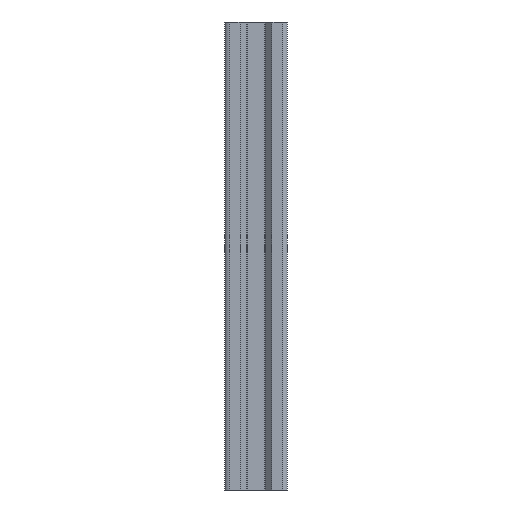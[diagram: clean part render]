
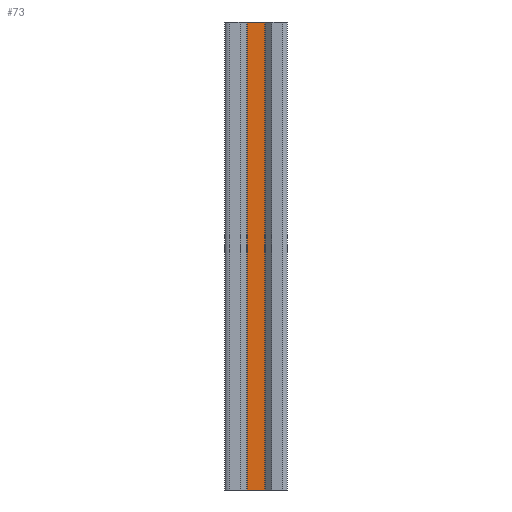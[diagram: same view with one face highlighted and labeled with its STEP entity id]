
A CAD part, left-side view. The second image highlights one B-rep face of the part: STEP entity #73.
In plain terms, the highlighted planar face has unit normal (-1, 0, 0).
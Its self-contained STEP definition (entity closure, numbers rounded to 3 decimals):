
#36 = EDGE_CURVE ( 'NONE', #918, #536, #1640, .T. ) ;
#68 = AXIS2_PLACEMENT_3D ( 'NONE', #1525, #1411, #1383 ) ;
#73 = ADVANCED_FACE ( 'NONE', ( #1255 ), #584, .F. ) ;
#135 = CARTESIAN_POINT ( 'NONE',  ( -4., 2.727, 150. ) ) ;
#141 = EDGE_LOOP ( 'NONE', ( #585, #722, #806, #1034 ) ) ;
#200 = LINE ( 'NONE', #1409, #505 ) ;
#237 = CARTESIAN_POINT ( 'NONE',  ( -4., 2.727, 150. ) ) ;
#335 = DIRECTION ( 'NONE',  ( 0., -1., 0. ) ) ;
#336 = VECTOR ( 'NONE', #839, 1000. ) ;
#351 = VECTOR ( 'NONE', #1351, 1000. ) ;
#353 = VERTEX_POINT ( 'NONE', #135 ) ;
#374 = VERTEX_POINT ( 'NONE', #720 ) ;
#505 = VECTOR ( 'NONE', #335, 1000. ) ;
#536 = VERTEX_POINT ( 'NONE', #1142 ) ;
#557 = EDGE_CURVE ( 'NONE', #353, #374, #200, .T. ) ;
#559 = DIRECTION ( 'NONE',  ( 0., -1., 0. ) ) ;
#560 = CARTESIAN_POINT ( 'NONE',  ( -4., -2.727, 150. ) ) ;
#584 = PLANE ( 'NONE',  #68 ) ;
#585 = ORIENTED_EDGE ( 'NONE', *, *, #36, .T. ) ;
#720 = CARTESIAN_POINT ( 'NONE',  ( -4., -2.727, 150. ) ) ;
#722 = ORIENTED_EDGE ( 'NONE', *, *, #1224, .F. ) ;
#806 = ORIENTED_EDGE ( 'NONE', *, *, #557, .F. ) ;
#811 = CARTESIAN_POINT ( 'NONE',  ( -4., 2.727, 0. ) ) ;
#839 = DIRECTION ( 'NONE',  ( 0., 0., -1. ) ) ;
#918 = VERTEX_POINT ( 'NONE', #811 ) ;
#974 = VECTOR ( 'NONE', #559, 1000. ) ;
#1034 = ORIENTED_EDGE ( 'NONE', *, *, #1609, .T. ) ;
#1142 = CARTESIAN_POINT ( 'NONE',  ( -4., -2.727, 0. ) ) ;
#1212 = LINE ( 'NONE', #237, #351 ) ;
#1224 = EDGE_CURVE ( 'NONE', #374, #536, #1635, .T. ) ;
#1255 = FACE_OUTER_BOUND ( 'NONE', #141, .T. ) ;
#1351 = DIRECTION ( 'NONE',  ( 0., 0., -1. ) ) ;
#1383 = DIRECTION ( 'NONE',  ( 0., 0., -1. ) ) ;
#1409 = CARTESIAN_POINT ( 'NONE',  ( -4., 2.727, 150. ) ) ;
#1411 = DIRECTION ( 'NONE',  ( 1., 0., 0. ) ) ;
#1525 = CARTESIAN_POINT ( 'NONE',  ( -4., 2.727, 150. ) ) ;
#1609 = EDGE_CURVE ( 'NONE', #353, #918, #1212, .T. ) ;
#1635 = LINE ( 'NONE', #560, #336 ) ;
#1640 = LINE ( 'NONE', #1657, #974 ) ;
#1657 = CARTESIAN_POINT ( 'NONE',  ( -4., 2.727, 0. ) ) ;
